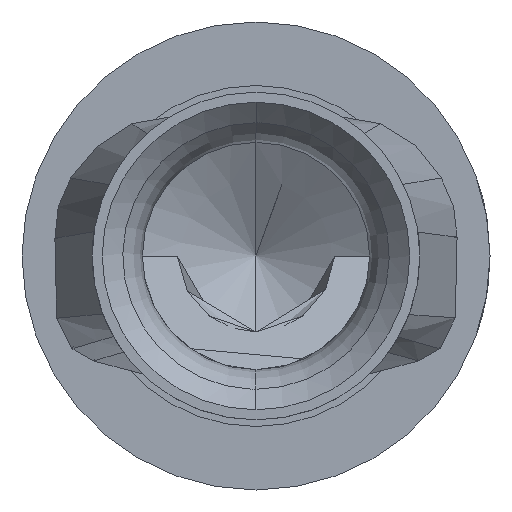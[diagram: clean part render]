
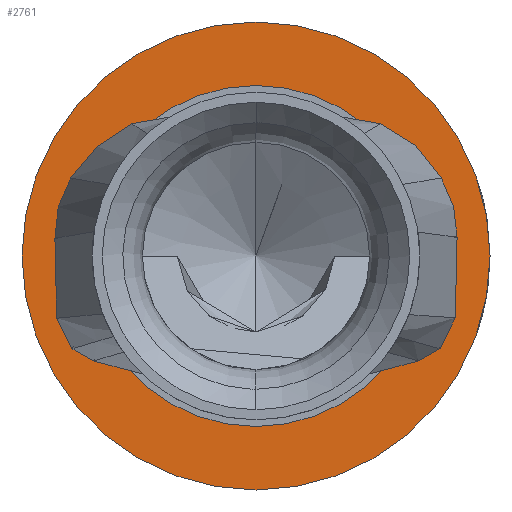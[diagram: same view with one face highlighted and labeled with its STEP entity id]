
A CAD part, left-side view. The second image highlights one B-rep face of the part: STEP entity #2761.
In plain terms, the highlighted planar face has unit normal (-1, 0, 0).
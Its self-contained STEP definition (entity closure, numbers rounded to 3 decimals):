
#753=CARTESIAN_POINT('',(0.45,0.,0.));
#754=DIRECTION('',(1.,0.,0.));
#755=DIRECTION('',(0.,0.,-1.));
#756=AXIS2_PLACEMENT_3D('',#753,#754,#755);
#758=CARTESIAN_POINT('',(0.45,0.,0.));
#759=DIRECTION('',(1.,0.,0.));
#760=DIRECTION('',(0.,0.,1.));
#761=AXIS2_PLACEMENT_3D('',#758,#759,#760);
#763=CARTESIAN_POINT('',(0.45,0.,0.));
#764=DIRECTION('',(-1.,0.,0.));
#765=DIRECTION('',(0.,0.,-1.));
#766=AXIS2_PLACEMENT_3D('',#763,#764,#765);
#768=CARTESIAN_POINT('',(0.45,0.,0.));
#769=DIRECTION('',(-1.,0.,0.));
#770=DIRECTION('',(0.,0.,1.));
#771=AXIS2_PLACEMENT_3D('',#768,#769,#770);
#1646=CARTESIAN_POINT('',(0.45,0.,1.275));
#1647=CARTESIAN_POINT('',(0.45,0.,-1.275));
#1648=VERTEX_POINT('',#1646);
#1649=VERTEX_POINT('',#1647);
#1656=CARTESIAN_POINT('',(0.45,0.,-1.75));
#1657=CARTESIAN_POINT('',(0.45,0.,1.75));
#1658=VERTEX_POINT('',#1656);
#1659=VERTEX_POINT('',#1657);
#2746=CARTESIAN_POINT('',(0.45,0.,0.));
#2747=DIRECTION('',(1.,0.,0.));
#2748=DIRECTION('',(0.,0.,-1.));
#2749=AXIS2_PLACEMENT_3D('',#2746,#2747,#2748);
#2750=PLANE('',#2749);
#2752=ORIENTED_EDGE('',*,*,#2751,.T.);
#2754=ORIENTED_EDGE('',*,*,#2753,.T.);
#2755=EDGE_LOOP('',(#2752,#2754));
#2756=FACE_OUTER_BOUND('',#2755,.F.);
#2757=ORIENTED_EDGE('',*,*,#2726,.T.);
#2758=ORIENTED_EDGE('',*,*,#2740,.T.);
#2759=EDGE_LOOP('',(#2757,#2758));
#2760=FACE_BOUND('',#2759,.F.);
#2761=ADVANCED_FACE('',(#2756,#2760),#2750,.F.);
#757=CIRCLE('',#756,1.75);
#762=CIRCLE('',#761,1.75);
#767=CIRCLE('',#766,1.275);
#772=CIRCLE('',#771,1.275);
#2726=EDGE_CURVE('',#1649,#1648,#767,.T.);
#2740=EDGE_CURVE('',#1648,#1649,#772,.T.);
#2751=EDGE_CURVE('',#1658,#1659,#757,.T.);
#2753=EDGE_CURVE('',#1659,#1658,#762,.T.);
